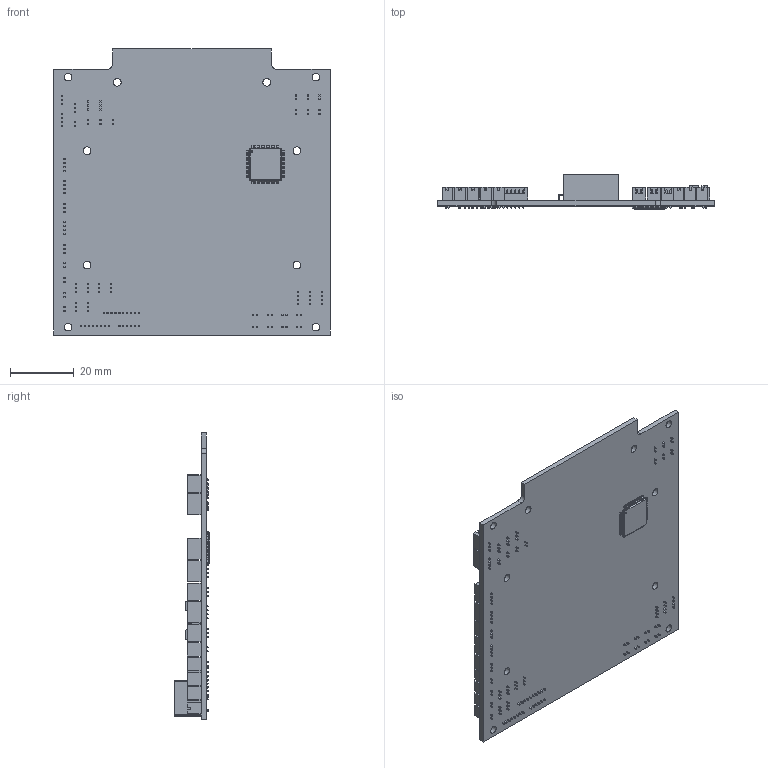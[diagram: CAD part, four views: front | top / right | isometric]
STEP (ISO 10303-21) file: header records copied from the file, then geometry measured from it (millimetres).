
FILE_DESCRIPTION(/* description */ (''),/* implementation_level */ '2;1');
FILE_NAME(/* name */ 'EPS PCB Asm v17.STEP.STEP.step',/* time_stamp */ '2023-07-05T08:57:47-05:00',/* author */ (''),/* organization */ (''),/* preprocessor_version */ 'ST-DEVELOPER v19.2',/* originating_system */ 'Autodesk Translation Framework v12.6.0.85',/* authorisation */ '');
FILE_SCHEMA (('AUTOMOTIVE_DESIGN { 1 0 10303 214 3 1 1 }'));
Length unit declared in the file: millimetre
Products named in the file (55): EPS PCB Asm v17.STEP.STEP; DF13-2P-1.25DSA.STEP.STEP; DF13-3P-1.25DSA (1).step.STEP; DF13-4P-1.25DSA (1).step.STEP; DF13-4P-1.25DSA (1).step-8.STEP; DF13-4P-1.25DSA (1).step-9.STEP; DF13-3P-1.25DSA (1).step-13.STEP; DF13-4P-1.25DSA (1).step-10.STEP; DF13-3P-1.25DSA (1).step-14.STEP; DF13-2P-1.25DSA.STEP-23.STEP; DF13-2P-1.25DSA.STEP-24.STEP; DF13-2P-1.25DSA.STEP-25.STEP; DF13-2P-1.25DSA.STEP-26.STEP; DF13-2P-1.25DSA.STEP-27.STEP; DF13-2P-1.25DSA.STEP-28.STEP; DF13-2P-1.25DSA.STEP-29.STEP; DF13-2P-1.25DSA.STEP-30.STEP; DF13-2P-1.25DSA.STEP-31.STEP; DF13-2P-1.25DSA.STEP-32.STEP; DF13-2P-1.25DSA.STEP-33.STEP; DF13-2P-1.25DSA.STEP-34.STEP; DF13-2P-1.25DSA.STEP-35.STEP; DF13-2P-1.25DSA.STEP-36.STEP; DF13-2P-1.25DSA.STEP-37.STEP; DF13-2P-1.25DSA.STEP-38.STEP; DF13-2P-1.25DSA.STEP-39.STEP; DF13-4P-1.25DSA (1).step-11.STEP; DF13-4P-1.25DSA (1).step-12.STEP; DF13-4P-1.25DSA (1).step-13.STEP; DF13-4P-1.25DSA.step.STEP; DF13-3P-1.25DSA (1).step-15.STEP; DF13-3P-1.25DSA (1).step-16.STEP; DF13-3P-1.25DSA (1).step-17.STEP; DF13-3P-1.25DSA (1).step-18.STEP; DF13-3P-1.25DSA (1).step-19.STEP; DF13-3P-1.25DSA (1).step-20.STEP; DF13-3P-1.25DSA (1).step-21.STEP; DF13-3P-1.25DSA (1).step-22.STEP; DF13-3P-1.25DSA (1).step-23.STEP; DF13-3P-1.25DSA.step.STEP ...
Assembly tree (92 placements, depth 3):
  EPS PCB Asm v17.STEP.STEP
    DF13-2P-1.25DSA.STEP.STEP
      DF13-2P-1.25DSA.1.step.STEP
    DF13-3P-1.25DSA (1).step.STEP
      DF13-3P-1.25DSA.step.STEP
    DF13-4P-1.25DSA (1).step.STEP
      DF13-4P-1.25DSA.step.STEP
    DF13-4P-1.25DSA (1).step-8.STEP
      DF13-4P-1.25DSA.step.STEP
    DF13-4P-1.25DSA (1).step-9.STEP
      DF13-4P-1.25DSA.step.STEP
    DF13-3P-1.25DSA (1).step-13.STEP
      DF13-3P-1.25DSA.step.STEP
    DF13-4P-1.25DSA (1).step-10.STEP
      DF13-4P-1.25DSA.step.STEP
    DF13-3P-1.25DSA (1).step-14.STEP
      DF13-3P-1.25DSA.step.STEP
    DF13-2P-1.25DSA.STEP-23.STEP
      DF13-2P-1.25DSA.1.step.STEP
    DF13-2P-1.25DSA.STEP-24.STEP
      DF13-2P-1.25DSA.1.step.STEP
    DF13-2P-1.25DSA.STEP-25.STEP
      DF13-2P-1.25DSA.1.step.STEP
    DF13-2P-1.25DSA.STEP-26.STEP
      DF13-2P-1.25DSA.1.step.STEP
    DF13-2P-1.25DSA.STEP-27.STEP
      DF13-2P-1.25DSA.1.step.STEP
    DF13-2P-1.25DSA.STEP-28.STEP
      DF13-2P-1.25DSA.1.step.STEP
    DF13-2P-1.25DSA.STEP-29.STEP
      DF13-2P-1.25DSA.1.step.STEP
    DF13-2P-1.25DSA.STEP-30.STEP
      DF13-2P-1.25DSA.1.step.STEP
    DF13-2P-1.25DSA.STEP-31.STEP
      DF13-2P-1.25DSA.1.step.STEP
    DF13-2P-1.25DSA.STEP-32.STEP
      DF13-2P-1.25DSA.1.step.STEP
    DF13-2P-1.25DSA.STEP-33.STEP
      DF13-2P-1.25DSA.1.step.STEP
    DF13-2P-1.25DSA.STEP-34.STEP
      DF13-2P-1.25DSA.1.step.STEP
    DF13-2P-1.25DSA.STEP-35.STEP
      DF13-2P-1.25DSA.1.step.STEP
    DF13-2P-1.25DSA.STEP-36.STEP
      DF13-2P-1.25DSA.1.step.STEP
    DF13-2P-1.25DSA.STEP-37.STEP
      DF13-2P-1.25DSA.1.step.STEP
    DF13-2P-1.25DSA.STEP-38.STEP
      DF13-2P-1.25DSA.1.step.STEP
    DF13-2P-1.25DSA.STEP-39.STEP
      DF13-2P-1.25DSA.1.step.STEP
    DF13-4P-1.25DSA (1).step-11.STEP
      DF13-4P-1.25DSA.step.STEP
    DF13-4P-1.25DSA (1).step-12.STEP
      DF13-4P-1.25DSA.step.STEP
    DF13-4P-1.25DSA (1).step-13.STEP
      DF13-4P-1.25DSA.step.STEP
    DF13-3P-1.25DSA (1).step-15.STEP
      DF13-3P-1.25DSA.step.STEP
    DF13-3P-1.25DSA (1).step-16.STEP
Bounding box: 87 x 11.29 x 90 mm (x, y, z)
Volume: 15876.3 mm3; surface area: 24490.1 mm2
Topology: 93 solids, 93 shells, 4313 faces, 10394 edges, 6537 vertices
Faces by surface type: plane 4264, cylinder 49
Full cylindrical faces by diameter (mm): 1.373 x1, 2.438 x10
Entity records: 50068 total; most frequent: CARTESIAN_POINT 8862, ORIENTED_EDGE 8308, DIRECTION 7863, EDGE_CURVE 4154, LINE 3979, VECTOR 3979, VERTEX_POINT 2641, AXIS2_PLACEMENT_3D 1942
